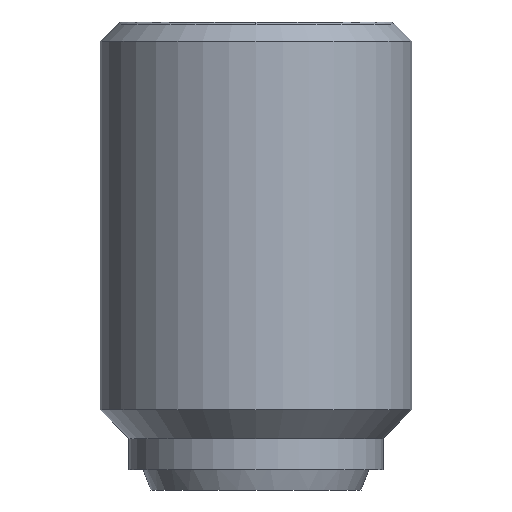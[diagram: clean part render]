
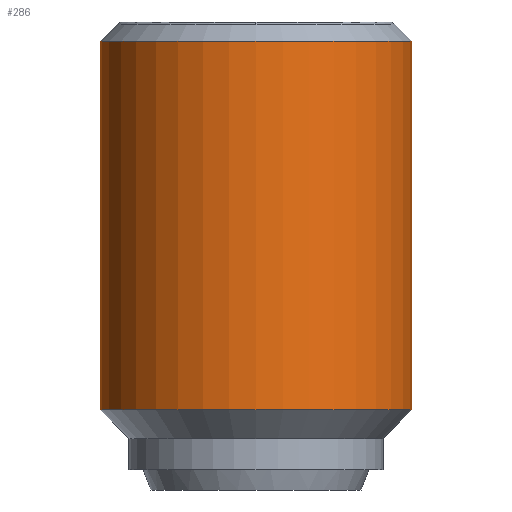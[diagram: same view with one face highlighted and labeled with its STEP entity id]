
A CAD part, front view. The second image highlights one B-rep face of the part: STEP entity #286.
In plain terms, the highlighted cylindrical face has radius 10 mm (diameter 20 mm), a partial arc.
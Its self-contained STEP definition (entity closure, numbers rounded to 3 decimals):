
#158=EDGE_CURVE('',#244,#174,#385,.T.);
#174=VERTEX_POINT('',#403);
#178=VERTEX_POINT('',#407);
#204=EDGE_CURVE('',#174,#272,#435,.T.);
#230=EDGE_CURVE('',#244,#178,#464,.T.);
#244=VERTEX_POINT('',#479);
#272=VERTEX_POINT('',#511);
#286=ADVANCED_FACE('',(#525),#526,.T.);
#330=EDGE_CURVE('',#272,#178,#575,.T.);
#385=LINE('',#634,#635);
#403=CARTESIAN_POINT('',(-10.,0.,-1.25));
#407=CARTESIAN_POINT('',(10.,0.,-24.85));
#435=CIRCLE('',#721,10.);
#464=CIRCLE('',#769,10.);
#479=CARTESIAN_POINT('',(-10.,0.,-24.85));
#511=CARTESIAN_POINT('',(10.,0.,-1.25));
#525=FACE_OUTER_BOUND('',#862,.T.);
#526=CYLINDRICAL_SURFACE('',#863,10.);
#575=LINE('',#937,#938);
#634=CARTESIAN_POINT('',(-10.,0.,-13.05));
#635=VECTOR('',#985,1.0);
#721=AXIS2_PLACEMENT_3D('',#1034,#1035,#1036);
#769=AXIS2_PLACEMENT_3D('',#1071,#1072,#1073);
#862=EDGE_LOOP('',(#1126,#1127,#1128,#1129));
#863=AXIS2_PLACEMENT_3D('',#1130,#1131,#1132);
#937=CARTESIAN_POINT('',(10.,0.,-13.05));
#938=VECTOR('',#1192,1.0);
#985=DIRECTION('',(0.0,0.0,1.0));
#1034=CARTESIAN_POINT('',(0.,0.,-1.25));
#1035=DIRECTION('',(0.0,0.0,1.0));
#1036=DIRECTION('',(-1.0,0.,0.0));
#1071=CARTESIAN_POINT('',(0.,0.,-24.85));
#1072=DIRECTION('',(0.0,0.0,1.0));
#1073=DIRECTION('',(-1.0,0.,0.0));
#1126=ORIENTED_EDGE('',*,*,#158,.F.);
#1127=ORIENTED_EDGE('',*,*,#230,.T.);
#1128=ORIENTED_EDGE('',*,*,#330,.F.);
#1129=ORIENTED_EDGE('',*,*,#204,.F.);
#1130=CARTESIAN_POINT('',(0.,0.,-13.05));
#1131=DIRECTION('',(-0.0,-0.0,-1.0));
#1132=DIRECTION('',(-1.0,0.,0.0));
#1192=DIRECTION('',(-0.0,-0.0,-1.0));
